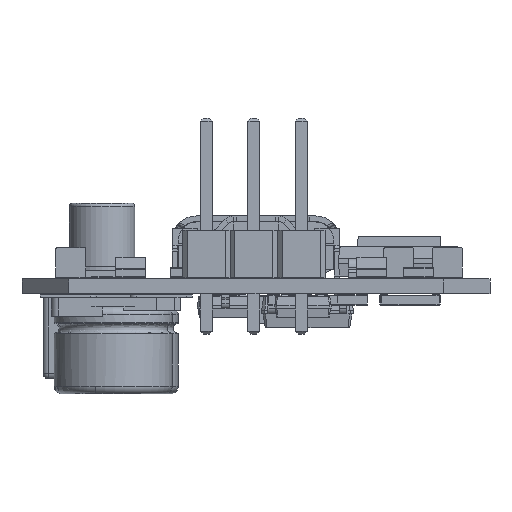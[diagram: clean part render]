
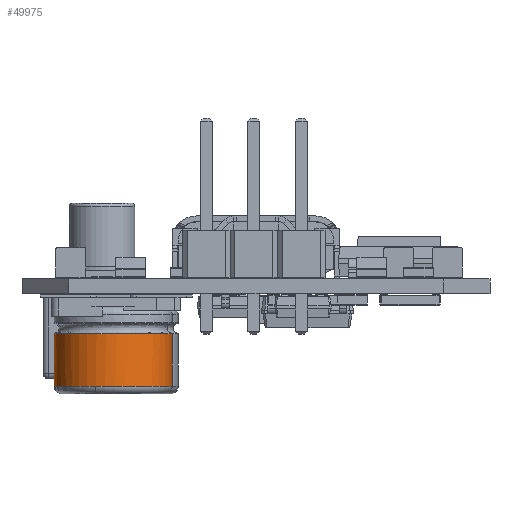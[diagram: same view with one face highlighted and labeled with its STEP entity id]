
A CAD part, front view. The second image highlights one B-rep face of the part: STEP entity #49975.
In plain terms, the highlighted cylindrical face has radius 3.15 mm (diameter 6.3 mm), a full revolution.
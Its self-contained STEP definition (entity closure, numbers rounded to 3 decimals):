
#49641 = VERTEX_POINT('',#49642);
#49642 = CARTESIAN_POINT('',(-3.15,0.,2.089));
#49648 = EDGE_CURVE('',#49641,#49641,#49649,.T.);
#49649 = ( BOUNDED_CURVE() B_SPLINE_CURVE(13,(#49650,#49651,#49652,
    #49653,#49654,#49655,#49656,#49657,#49658,#49659,#49660,#49661,
#49662,#49663),.UNSPECIFIED.,.T.,.F.) B_SPLINE_CURVE_WITH_KNOTS((1,13,13
    ,1),(-19.792,0.,19.792,
39.584),.UNSPECIFIED.) CURVE() GEOMETRIC_REPRESENTATION_ITEM() 
RATIONAL_B_SPLINE_CURVE((1.,1.,1.,1.,
    1.,1.,1.,1.,
    1.,1.,1.,1.,1.,1.)) 
REPRESENTATION_ITEM('') );
#49650 = CARTESIAN_POINT('',(-3.15,0.,2.089));
#49651 = CARTESIAN_POINT('',(-3.15,1.5,
    2.089));
#49652 = CARTESIAN_POINT('',(-2.375,3.035,
    2.089));
#49653 = CARTESIAN_POINT('',(-0.779,4.133,
    2.089));
#49654 = CARTESIAN_POINT('',(1.417,4.302,
    2.089));
#49655 = CARTESIAN_POINT('',(3.314,3.132,
    2.089));
#49656 = CARTESIAN_POINT('',(4.706,1.424,
    2.089));
#49657 = CARTESIAN_POINT('',(4.706,-1.424,2.089
    ));
#49658 = CARTESIAN_POINT('',(3.314,-3.132,
    2.089));
#49659 = CARTESIAN_POINT('',(1.417,-4.302,
    2.089));
#49660 = CARTESIAN_POINT('',(-0.779,-4.133,
    2.089));
#49661 = CARTESIAN_POINT('',(-2.375,-3.035,
    2.089));
#49662 = CARTESIAN_POINT('',(-3.15,-1.5,
    2.089));
#49663 = CARTESIAN_POINT('',(-3.15,0.,2.089));
#49975 = ADVANCED_FACE('',(#49976),#50022,.T.);
#49976 = FACE_BOUND('',#49977,.T.);
#49977 = EDGE_LOOP('',(#49978,#49979,#49987,#49996,#50005,#50014,#50021)
  );
#49978 = ORIENTED_EDGE('',*,*,#49648,.F.);
#49979 = ORIENTED_EDGE('',*,*,#49980,.T.);
#49980 = EDGE_CURVE('',#49641,#49981,#49983,.T.);
#49981 = VERTEX_POINT('',#49982);
#49982 = CARTESIAN_POINT('',(-3.15,0.,4.88));
#49983 = LINE('',#49984,#49985);
#49984 = CARTESIAN_POINT('',(-3.15,0.,2.063));
#49985 = VECTOR('',#49986,1.);
#49986 = DIRECTION('',(0.,0.,1.));
#49987 = ORIENTED_EDGE('',*,*,#49988,.T.);
#49988 = EDGE_CURVE('',#49981,#49989,#49991,.T.);
#49989 = VERTEX_POINT('',#49990);
#49990 = CARTESIAN_POINT('',(0.945,3.005,4.88));
#49991 = CIRCLE('',#49992,3.15);
#49992 = AXIS2_PLACEMENT_3D('',#49993,#49994,#49995);
#49993 = CARTESIAN_POINT('',(0.,0.,4.88));
#49994 = DIRECTION('',(0.,0.,-1.));
#49995 = DIRECTION('',(-1.,0.,0.));
#49996 = ORIENTED_EDGE('',*,*,#49997,.T.);
#49997 = EDGE_CURVE('',#49989,#49998,#50000,.T.);
#49998 = VERTEX_POINT('',#49999);
#49999 = CARTESIAN_POINT('',(3.15,0.,4.88));
#50000 = CIRCLE('',#50001,3.15);
#50001 = AXIS2_PLACEMENT_3D('',#50002,#50003,#50004);
#50002 = CARTESIAN_POINT('',(0.,0.,4.88));
#50003 = DIRECTION('',(0.,0.,-1.));
#50004 = DIRECTION('',(-1.,0.,0.));
#50005 = ORIENTED_EDGE('',*,*,#50006,.T.);
#50006 = EDGE_CURVE('',#49998,#50007,#50009,.T.);
#50007 = VERTEX_POINT('',#50008);
#50008 = CARTESIAN_POINT('',(0.945,-3.005,4.88));
#50009 = CIRCLE('',#50010,3.15);
#50010 = AXIS2_PLACEMENT_3D('',#50011,#50012,#50013);
#50011 = CARTESIAN_POINT('',(0.,0.,4.88));
#50012 = DIRECTION('',(0.,0.,-1.));
#50013 = DIRECTION('',(-1.,0.,0.));
#50014 = ORIENTED_EDGE('',*,*,#50015,.T.);
#50015 = EDGE_CURVE('',#50007,#49981,#50016,.T.);
#50016 = CIRCLE('',#50017,3.15);
#50017 = AXIS2_PLACEMENT_3D('',#50018,#50019,#50020);
#50018 = CARTESIAN_POINT('',(0.,0.,4.88));
#50019 = DIRECTION('',(0.,0.,-1.));
#50020 = DIRECTION('',(-1.,0.,0.));
#50021 = ORIENTED_EDGE('',*,*,#49980,.F.);
#50022 = CYLINDRICAL_SURFACE('',#50023,3.15);
#50023 = AXIS2_PLACEMENT_3D('',#50024,#50025,#50026);
#50024 = CARTESIAN_POINT('',(0.,0.,2.063));
#50025 = DIRECTION('',(0.,0.,1.));
#50026 = DIRECTION('',(-1.,0.,0.));
